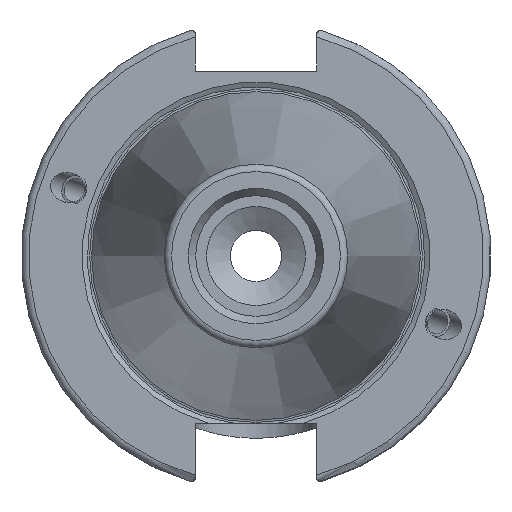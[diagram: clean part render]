
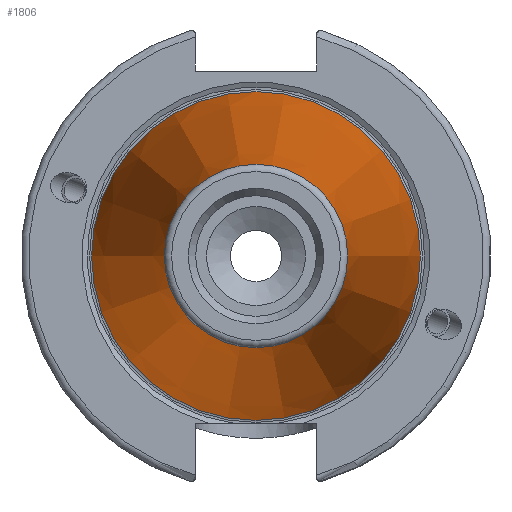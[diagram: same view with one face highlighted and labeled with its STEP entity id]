
A CAD part, left-side view. The second image highlights one B-rep face of the part: STEP entity #1806.
In plain terms, the highlighted conical face has half-angle 8.297 degrees and reference radius 17.248 mm.
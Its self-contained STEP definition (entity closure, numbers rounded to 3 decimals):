
#148=CONICAL_SURFACE('',#2045,17.248,0.145);
#217=FACE_OUTER_BOUND('',#320,.T.);
#320=EDGE_LOOP('',(#1550,#1551,#1552,#1553,#1554,#1555,#1556));
#419=LINE('',#3442,#501);
#501=VECTOR('',#2555,17.248);
#618=CIRCLE('',#2036,12.397);
#619=CIRCLE('',#2037,12.397);
#623=CIRCLE('',#2041,12.397);
#626=CIRCLE('',#2046,22.225);
#627=CIRCLE('',#2047,22.225);
#822=VERTEX_POINT('',#3421);
#823=VERTEX_POINT('',#3422);
#824=VERTEX_POINT('',#3424);
#829=VERTEX_POINT('',#3438);
#830=VERTEX_POINT('',#3439);
#1081=EDGE_CURVE('',#822,#823,#618,.T.);
#1082=EDGE_CURVE('',#823,#824,#619,.T.);
#1086=EDGE_CURVE('',#824,#822,#623,.T.);
#1089=EDGE_CURVE('',#829,#830,#626,.T.);
#1090=EDGE_CURVE('',#830,#829,#627,.T.);
#1091=EDGE_CURVE('',#830,#823,#419,.T.);
#1550=ORIENTED_EDGE('',*,*,#1089,.F.);
#1551=ORIENTED_EDGE('',*,*,#1090,.F.);
#1552=ORIENTED_EDGE('',*,*,#1091,.T.);
#1553=ORIENTED_EDGE('',*,*,#1081,.F.);
#1554=ORIENTED_EDGE('',*,*,#1086,.F.);
#1555=ORIENTED_EDGE('',*,*,#1082,.F.);
#1556=ORIENTED_EDGE('',*,*,#1091,.F.);
#1806=ADVANCED_FACE('',(#217),#148,.T.);
#2036=AXIS2_PLACEMENT_3D('',#3423,#2531,#2532);
#2037=AXIS2_PLACEMENT_3D('',#3425,#2533,#2534);
#2041=AXIS2_PLACEMENT_3D('',#3431,#2541,#2542);
#2045=AXIS2_PLACEMENT_3D('',#3437,#2549,#2550);
#2046=AXIS2_PLACEMENT_3D('',#3440,#2551,#2552);
#2047=AXIS2_PLACEMENT_3D('',#3441,#2553,#2554);
#2531=DIRECTION('center_axis',(-1.,0.,0.));
#2532=DIRECTION('ref_axis',(0.,-1.,0.));
#2533=DIRECTION('center_axis',(-1.,0.,0.));
#2534=DIRECTION('ref_axis',(0.,-1.,0.));
#2541=DIRECTION('center_axis',(-1.,0.,0.));
#2542=DIRECTION('ref_axis',(0.,-1.,0.));
#2549=DIRECTION('center_axis',(1.,0.,0.));
#2550=DIRECTION('ref_axis',(0.,1.,0.));
#2551=DIRECTION('center_axis',(1.,0.,0.));
#2552=DIRECTION('ref_axis',(0.,0.,-1.));
#2553=DIRECTION('center_axis',(1.,0.,0.));
#2554=DIRECTION('ref_axis',(0.,0.,-1.));
#2555=DIRECTION('',(-0.99,0.144,0.));
#3421=CARTESIAN_POINT('',(-67.394,12.397,0.));
#3422=CARTESIAN_POINT('',(-67.394,-12.397,0.));
#3423=CARTESIAN_POINT('Origin',(-67.394,0.,0.));
#3424=CARTESIAN_POINT('',(-67.394,0.,12.397));
#3425=CARTESIAN_POINT('Origin',(-67.394,0.,0.));
#3431=CARTESIAN_POINT('Origin',(-67.394,0.,0.));
#3437=CARTESIAN_POINT('Origin',(-34.125,0.,0.));
#3438=CARTESIAN_POINT('',(0.,22.225,0.));
#3439=CARTESIAN_POINT('',(0.,-22.225,0.));
#3440=CARTESIAN_POINT('Origin',(0.,0.,0.));
#3441=CARTESIAN_POINT('Origin',(0.,0.,0.));
#3442=CARTESIAN_POINT('',(-34.125,-17.248,0.));
